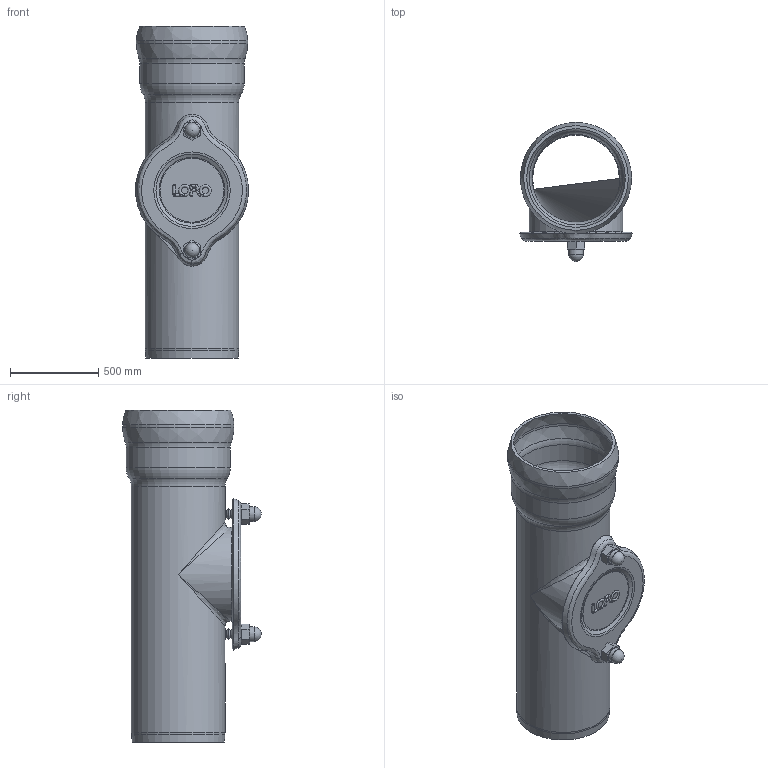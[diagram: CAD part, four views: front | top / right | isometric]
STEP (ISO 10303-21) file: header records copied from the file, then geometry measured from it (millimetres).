
FILE_DESCRIPTION(/* description */ (''),/* implementation_level */ '2;1');
FILE_NAME(/* name */ '00550.050X_3D.stp',/* time_stamp */ '2024-12-11T12:57:13+01:00',/* author */ ('CAD'),/* organization */ (''),/* preprocessor_version */ 'ST-DEVELOPER v20',/* originating_system */ 'AutoCAD Mechanical',/* authorisation */ '');
FILE_SCHEMA (('AUTOMOTIVE_DESIGN { 1 0 10303 214 3 1 1 }'));
Length unit declared in the file: centimetre
Products named in the file (2): Product; *S0
Assembly tree (1 placements, depth 2):
  Product
    *S0
Bounding box: 639.76 x 786 x 1880 mm (x, y, z)
Volume: 56629525.2 mm3; surface area: 7586575.9 mm2
Topology: 7 solids, 7 shells, 161 faces, 386 edges, 234 vertices
Faces by surface type: cone 51, plane 41, cylinder 29, torus 18, bspline 15, sphere 7
Full cylindrical faces by diameter (mm): 49.17 x2, 70 x2, 73 x2, 83 x2, 420 x1, 500 x1, 530 x3, 560 x1, 590 x1, 600 x1, 630 x1
Entity records: 16827 total; most frequent: CARTESIAN_POINT 13111, DIRECTION 797, ORIENTED_EDGE 746, EDGE_CURVE 373, AXIS2_PLACEMENT_3D 345, VERTEX_POINT 234, CIRCLE 187, EDGE_LOOP 179
